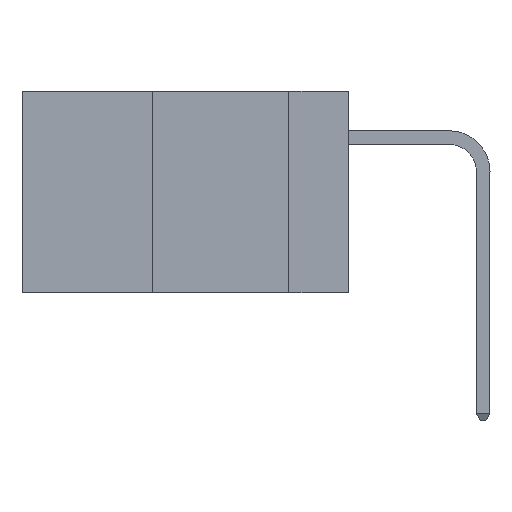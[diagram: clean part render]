
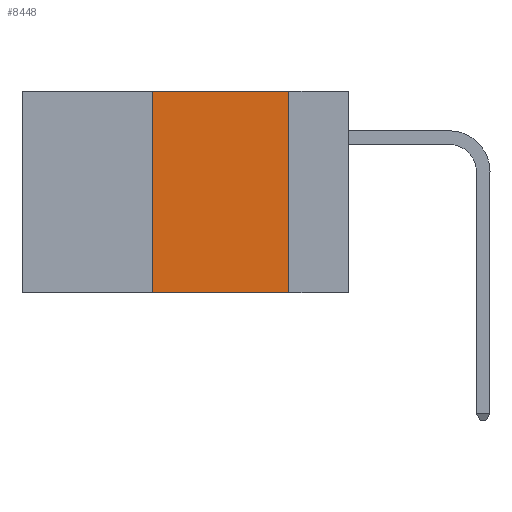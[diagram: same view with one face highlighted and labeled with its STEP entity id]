
A CAD part, left-side view. The second image highlights one B-rep face of the part: STEP entity #8448.
In plain terms, the highlighted planar face has unit normal (-1, 0, 0).
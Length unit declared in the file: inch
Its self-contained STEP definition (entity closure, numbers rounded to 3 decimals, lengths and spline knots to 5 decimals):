
#602 = CARTESIAN_POINT ( 'NONE',  ( 0., 0.11, 0. ) ) ;
#1374 = CARTESIAN_POINT ( 'NONE',  ( 0., 0.36, 0. ) ) ;
#1390 = LINE ( 'NONE', #12589, #12421 ) ;
#1752 = DIRECTION ( 'NONE',  ( 0., 0., -1. ) ) ;
#1857 = VECTOR ( 'NONE', #9017, 39.37008 ) ;
#2824 = VECTOR ( 'NONE', #1752, 39.37008 ) ;
#3260 = EDGE_CURVE ( 'NONE', #16949, #8987, #12088, .T. ) ;
#4380 = LINE ( 'NONE', #5259, #7054 ) ;
#4879 = ORIENTED_EDGE ( 'NONE', *, *, #16291, .F. ) ;
#5259 = CARTESIAN_POINT ( 'NONE',  ( 0., 0.6, -0.37 ) ) ;
#5274 = EDGE_CURVE ( 'NONE', #16949, #13358, #4380, .T. ) ;
#5409 = VERTEX_POINT ( 'NONE', #602 ) ;
#7054 = VECTOR ( 'NONE', #10418, 39.37008 ) ;
#7512 = PLANE ( 'NONE',  #16752 ) ;
#7666 = CARTESIAN_POINT ( 'NONE',  ( 0., 0.36, 0. ) ) ;
#8448 = ADVANCED_FACE ( 'NONE', ( #9384 ), #7512, .F. ) ;
#8811 = DIRECTION ( 'NONE',  ( 0., 0., -1. ) ) ;
#8987 = VERTEX_POINT ( 'NONE', #7666 ) ;
#9017 = DIRECTION ( 'NONE',  ( 0., 0., 1. ) ) ;
#9384 = FACE_OUTER_BOUND ( 'NONE', #13454, .T. ) ;
#10033 = ORIENTED_EDGE ( 'NONE', *, *, #5274, .T. ) ;
#10418 = DIRECTION ( 'NONE',  ( 0., -1., 0. ) ) ;
#10875 = EDGE_CURVE ( 'NONE', #8987, #5409, #1390, .T. ) ;
#11001 = CARTESIAN_POINT ( 'NONE',  ( 0., 0.36, -0.37 ) ) ;
#11442 = DIRECTION ( 'NONE',  ( 1., 0., 0. ) ) ;
#12088 = LINE ( 'NONE', #1374, #1857 ) ;
#12421 = VECTOR ( 'NONE', #16585, 39.37008 ) ;
#12589 = CARTESIAN_POINT ( 'NONE',  ( 0., 0.6, 0. ) ) ;
#12600 = CARTESIAN_POINT ( 'NONE',  ( 0., 0.6, 0. ) ) ;
#13256 = LINE ( 'NONE', #14843, #2824 ) ;
#13358 = VERTEX_POINT ( 'NONE', #16633 ) ;
#13454 = EDGE_LOOP ( 'NONE', ( #4879, #15016, #14357, #10033 ) ) ;
#14357 = ORIENTED_EDGE ( 'NONE', *, *, #3260, .F. ) ;
#14843 = CARTESIAN_POINT ( 'NONE',  ( 0., 0.11, 0. ) ) ;
#15016 = ORIENTED_EDGE ( 'NONE', *, *, #10875, .F. ) ;
#16291 = EDGE_CURVE ( 'NONE', #5409, #13358, #13256, .T. ) ;
#16585 = DIRECTION ( 'NONE',  ( 0., -1., 0. ) ) ;
#16633 = CARTESIAN_POINT ( 'NONE',  ( 0., 0.11, -0.37 ) ) ;
#16752 = AXIS2_PLACEMENT_3D ( 'NONE', #12600, #11442, #8811 ) ;
#16949 = VERTEX_POINT ( 'NONE', #11001 ) ;
